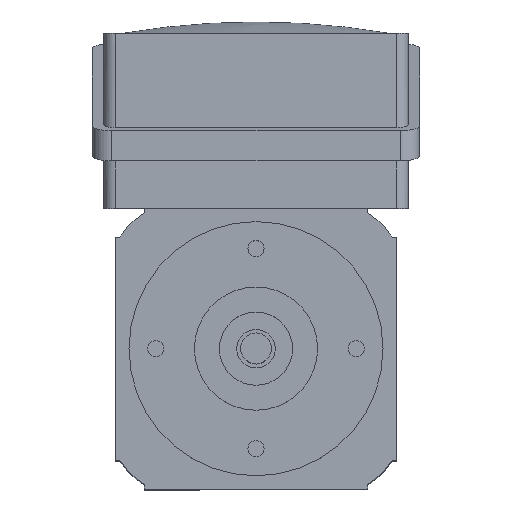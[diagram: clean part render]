
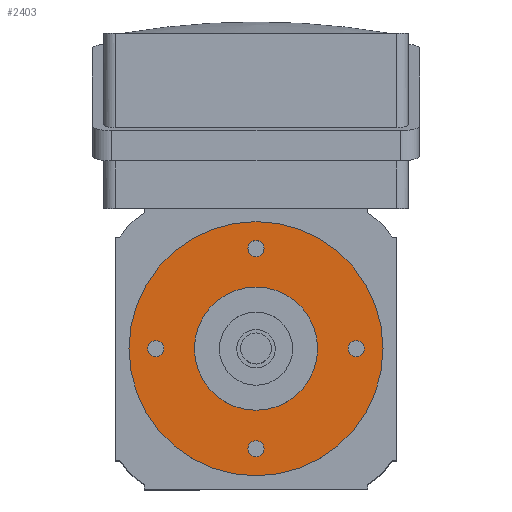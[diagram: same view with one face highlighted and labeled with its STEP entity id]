
A CAD part, top view. The second image highlights one B-rep face of the part: STEP entity #2403.
In plain terms, the highlighted planar face has unit normal (0, 0, 1).
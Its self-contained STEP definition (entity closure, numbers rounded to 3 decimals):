
#10 = AXIS2_PLACEMENT_3D ( 'NONE', #2011, #4064, #3657 ) ;
#11 = DIRECTION ( 'NONE',  ( 0., 0., 1. ) ) ;
#80 = DIRECTION ( 'NONE',  ( 0., 0., 1. ) ) ;
#113 = CARTESIAN_POINT ( 'NONE',  ( 23.9, 0., 0. ) ) ;
#283 = ORIENTED_EDGE ( 'NONE', *, *, #4924, .F. ) ;
#291 = EDGE_LOOP ( 'NONE', ( #3142, #794 ) ) ;
#385 = FACE_BOUND ( 'NONE', #1854, .T. ) ;
#393 = DIRECTION ( 'NONE',  ( 0., 0., 1. ) ) ;
#394 = DIRECTION ( 'NONE',  ( 0., 0., 1. ) ) ;
#425 = CIRCLE ( 'NONE', #1932, 33. ) ;
#505 = CARTESIAN_POINT ( 'NONE',  ( 16., 0., 0. ) ) ;
#558 = ORIENTED_EDGE ( 'NONE', *, *, #1334, .F. ) ;
#591 = AXIS2_PLACEMENT_3D ( 'NONE', #2941, #80, #4590 ) ;
#615 = CIRCLE ( 'NONE', #5252, 2.1 ) ;
#661 = CIRCLE ( 'NONE', #2683, 16. ) ;
#783 = DIRECTION ( 'NONE',  ( 0., 0., 1. ) ) ;
#794 = ORIENTED_EDGE ( 'NONE', *, *, #1101, .T. ) ;
#795 = CARTESIAN_POINT ( 'NONE',  ( -2.1, 26., 0. ) ) ;
#916 = VERTEX_POINT ( 'NONE', #4518 ) ;
#1037 = ORIENTED_EDGE ( 'NONE', *, *, #2815, .F. ) ;
#1038 = DIRECTION ( 'NONE',  ( 1., 0., 0. ) ) ;
#1048 = VERTEX_POINT ( 'NONE', #3448 ) ;
#1071 = VERTEX_POINT ( 'NONE', #4681 ) ;
#1101 = EDGE_CURVE ( 'NONE', #3638, #916, #425, .T. ) ;
#1127 = CARTESIAN_POINT ( 'NONE',  ( 26., 0., 0. ) ) ;
#1174 = CIRCLE ( 'NONE', #4104, 2.1 ) ;
#1218 = CARTESIAN_POINT ( 'NONE',  ( -23.9, 0., 0. ) ) ;
#1234 = VERTEX_POINT ( 'NONE', #4370 ) ;
#1243 = EDGE_CURVE ( 'NONE', #3031, #1048, #5228, .T. ) ;
#1334 = EDGE_CURVE ( 'NONE', #5083, #3947, #5311, .T. ) ;
#1569 = FACE_BOUND ( 'NONE', #2002, .T. ) ;
#1590 = CARTESIAN_POINT ( 'NONE',  ( 26., 0., 0. ) ) ;
#1680 = EDGE_LOOP ( 'NONE', ( #4280, #4653 ) ) ;
#1734 = ORIENTED_EDGE ( 'NONE', *, *, #4428, .F. ) ;
#1854 = EDGE_LOOP ( 'NONE', ( #2693, #4588 ) ) ;
#1855 = CIRCLE ( 'NONE', #4117, 2.1 ) ;
#1932 = AXIS2_PLACEMENT_3D ( 'NONE', #3466, #5112, #2446 ) ;
#1939 = ORIENTED_EDGE ( 'NONE', *, *, #2881, .F. ) ;
#1984 = FACE_BOUND ( 'NONE', #5153, .T. ) ;
#2002 = EDGE_LOOP ( 'NONE', ( #1734, #1939 ) ) ;
#2011 = CARTESIAN_POINT ( 'NONE',  ( 0., 0., 0. ) ) ;
#2121 = CIRCLE ( 'NONE', #4285, 2.1 ) ;
#2139 = VERTEX_POINT ( 'NONE', #3828 ) ;
#2196 = CIRCLE ( 'NONE', #5226, 2.1 ) ;
#2216 = EDGE_CURVE ( 'NONE', #3573, #2511, #5077, .T. ) ;
#2287 = DIRECTION ( 'NONE',  ( 0., 0., 1. ) ) ;
#2403 = ADVANCED_FACE ( 'NONE', ( #2859, #385, #1569, #3218, #4870, #1984 ), #2803, .T. ) ;
#2446 = DIRECTION ( 'NONE',  ( 1., 0., 0. ) ) ;
#2451 = CIRCLE ( 'NONE', #591, 2.1 ) ;
#2466 = CARTESIAN_POINT ( 'NONE',  ( 0., 0., 0. ) ) ;
#2480 = DIRECTION ( 'NONE',  ( 1., 0., 0. ) ) ;
#2511 = VERTEX_POINT ( 'NONE', #3793 ) ;
#2517 = EDGE_CURVE ( 'NONE', #1234, #4480, #615, .T. ) ;
#2543 = DIRECTION ( 'NONE',  ( 0., 0., 1. ) ) ;
#2584 = CARTESIAN_POINT ( 'NONE',  ( 0., 26., 0. ) ) ;
#2619 = AXIS2_PLACEMENT_3D ( 'NONE', #2466, #394, #4076 ) ;
#2683 = AXIS2_PLACEMENT_3D ( 'NONE', #3102, #393, #1038 ) ;
#2693 = ORIENTED_EDGE ( 'NONE', *, *, #1243, .F. ) ;
#2800 = CARTESIAN_POINT ( 'NONE',  ( 0., 26., 0. ) ) ;
#2803 = PLANE ( 'NONE',  #10 ) ;
#2815 = EDGE_CURVE ( 'NONE', #2511, #3573, #1174, .T. ) ;
#2859 = FACE_BOUND ( 'NONE', #1680, .T. ) ;
#2881 = EDGE_CURVE ( 'NONE', #1071, #2139, #2451, .T. ) ;
#2941 = CARTESIAN_POINT ( 'NONE',  ( 0., -26., 0. ) ) ;
#3001 = DIRECTION ( 'NONE',  ( 1., 0., 0. ) ) ;
#3008 = ORIENTED_EDGE ( 'NONE', *, *, #2216, .F. ) ;
#3020 = EDGE_CURVE ( 'NONE', #916, #3638, #4361, .T. ) ;
#3031 = VERTEX_POINT ( 'NONE', #1218 ) ;
#3100 = DIRECTION ( 'NONE',  ( 1., 0., 0. ) ) ;
#3102 = CARTESIAN_POINT ( 'NONE',  ( 0., 0., 0. ) ) ;
#3142 = ORIENTED_EDGE ( 'NONE', *, *, #3020, .T. ) ;
#3218 = FACE_BOUND ( 'NONE', #4723, .T. ) ;
#3368 = EDGE_CURVE ( 'NONE', #4480, #1234, #2121, .T. ) ;
#3422 = AXIS2_PLACEMENT_3D ( 'NONE', #5158, #3559, #4774 ) ;
#3448 = CARTESIAN_POINT ( 'NONE',  ( -28.1, 0., 0. ) ) ;
#3466 = CARTESIAN_POINT ( 'NONE',  ( 0., 0., 0. ) ) ;
#3559 = DIRECTION ( 'NONE',  ( 0., 0., 1. ) ) ;
#3562 = CARTESIAN_POINT ( 'NONE',  ( -33., 0., 0. ) ) ;
#3573 = VERTEX_POINT ( 'NONE', #113 ) ;
#3638 = VERTEX_POINT ( 'NONE', #3562 ) ;
#3657 = DIRECTION ( 'NONE',  ( 1., 0., 0. ) ) ;
#3741 = DIRECTION ( 'NONE',  ( 1., 0., 0. ) ) ;
#3793 = CARTESIAN_POINT ( 'NONE',  ( 28.1, 0., 0. ) ) ;
#3828 = CARTESIAN_POINT ( 'NONE',  ( 2.1, -26., 0. ) ) ;
#3917 = DIRECTION ( 'NONE',  ( 0., 0., 1. ) ) ;
#3947 = VERTEX_POINT ( 'NONE', #505 ) ;
#3957 = AXIS2_PLACEMENT_3D ( 'NONE', #1127, #2287, #4733 ) ;
#4028 = DIRECTION ( 'NONE',  ( 1., 0., 0. ) ) ;
#4064 = DIRECTION ( 'NONE',  ( 0., 0., 1. ) ) ;
#4076 = DIRECTION ( 'NONE',  ( 1., 0., 0. ) ) ;
#4104 = AXIS2_PLACEMENT_3D ( 'NONE', #1590, #783, #4028 ) ;
#4117 = AXIS2_PLACEMENT_3D ( 'NONE', #4573, #11, #3741 ) ;
#4210 = DIRECTION ( 'NONE',  ( 1., 0., 0. ) ) ;
#4239 = CARTESIAN_POINT ( 'NONE',  ( -26., 0., 0. ) ) ;
#4274 = EDGE_CURVE ( 'NONE', #1048, #3031, #2196, .T. ) ;
#4280 = ORIENTED_EDGE ( 'NONE', *, *, #2517, .F. ) ;
#4285 = AXIS2_PLACEMENT_3D ( 'NONE', #2800, #4460, #2480 ) ;
#4340 = CARTESIAN_POINT ( 'NONE',  ( -26., 0., 0. ) ) ;
#4361 = CIRCLE ( 'NONE', #2619, 33. ) ;
#4370 = CARTESIAN_POINT ( 'NONE',  ( 2.1, 26., 0. ) ) ;
#4428 = EDGE_CURVE ( 'NONE', #2139, #1071, #1855, .T. ) ;
#4460 = DIRECTION ( 'NONE',  ( 0., 0., 1. ) ) ;
#4480 = VERTEX_POINT ( 'NONE', #795 ) ;
#4518 = CARTESIAN_POINT ( 'NONE',  ( 33., 0., 0. ) ) ;
#4573 = CARTESIAN_POINT ( 'NONE',  ( 0., -26., 0. ) ) ;
#4588 = ORIENTED_EDGE ( 'NONE', *, *, #4274, .F. ) ;
#4590 = DIRECTION ( 'NONE',  ( 1., 0., 0. ) ) ;
#4619 = DIRECTION ( 'NONE',  ( 0., 0., 1. ) ) ;
#4653 = ORIENTED_EDGE ( 'NONE', *, *, #3368, .F. ) ;
#4681 = CARTESIAN_POINT ( 'NONE',  ( -2.1, -26., 0. ) ) ;
#4723 = EDGE_LOOP ( 'NONE', ( #1037, #3008 ) ) ;
#4733 = DIRECTION ( 'NONE',  ( 1., 0., 0. ) ) ;
#4774 = DIRECTION ( 'NONE',  ( 1., 0., 0. ) ) ;
#4870 = FACE_OUTER_BOUND ( 'NONE', #291, .T. ) ;
#4924 = EDGE_CURVE ( 'NONE', #3947, #5083, #661, .T. ) ;
#4941 = CARTESIAN_POINT ( 'NONE',  ( -16., 0., 0. ) ) ;
#4980 = AXIS2_PLACEMENT_3D ( 'NONE', #4340, #3917, #3100 ) ;
#5077 = CIRCLE ( 'NONE', #3957, 2.1 ) ;
#5083 = VERTEX_POINT ( 'NONE', #4941 ) ;
#5112 = DIRECTION ( 'NONE',  ( 0., 0., 1. ) ) ;
#5153 = EDGE_LOOP ( 'NONE', ( #558, #283 ) ) ;
#5158 = CARTESIAN_POINT ( 'NONE',  ( 0., 0., 0. ) ) ;
#5226 = AXIS2_PLACEMENT_3D ( 'NONE', #4239, #2543, #4210 ) ;
#5228 = CIRCLE ( 'NONE', #4980, 2.1 ) ;
#5252 = AXIS2_PLACEMENT_3D ( 'NONE', #2584, #4619, #3001 ) ;
#5311 = CIRCLE ( 'NONE', #3422, 16. ) ;
